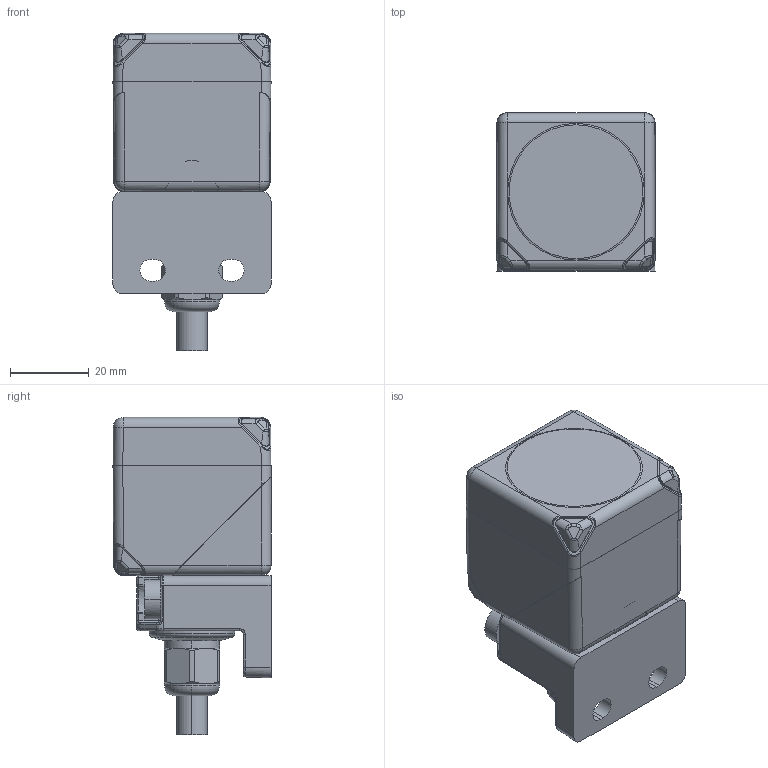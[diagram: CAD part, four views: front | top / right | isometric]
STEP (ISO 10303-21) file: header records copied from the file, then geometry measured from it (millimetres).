
FILE_DESCRIPTION((''),'2;1');
FILE_NAME('CAD-8606_SW0001','2023-02-09T10:50:20',('creinig-se'),(''),'CREO PARAMETRIC BY PTC INC, 2019292','CREO PARAMETRIC BY PTC INC, 2019292','');
FILE_SCHEMA(('CONFIG_CONTROL_DESIGN','SHAPE_APPEARANCE_LAYERS_GROUPS'));
Length unit declared in the file: millimetre
Products named in the file (1): CAD-8606_SW0001
Bounding box: 40.15 x 40.15 x 80.76 mm (x, y, z)
Volume: 86767 mm3; surface area: 16877.5 mm2
Topology: 1 solids, 2 shells, 567 faces, 1500 edges, 917 vertices
Faces by surface type: cylinder 222, plane 188, bspline 55, cone 44, torus 42, sphere 16
Entity records: 26105 total; most frequent: CARTESIAN_POINT 8763, ORIENTED_EDGE 2972, DIRECTION 2539, EDGE_CURVE 1486, AXIS2_PLACEMENT_3D 946, VERTEX_POINT 917, VECTOR 647, LINE 647
